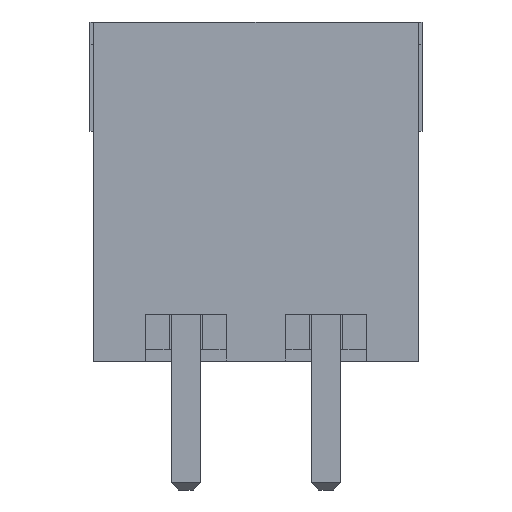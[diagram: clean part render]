
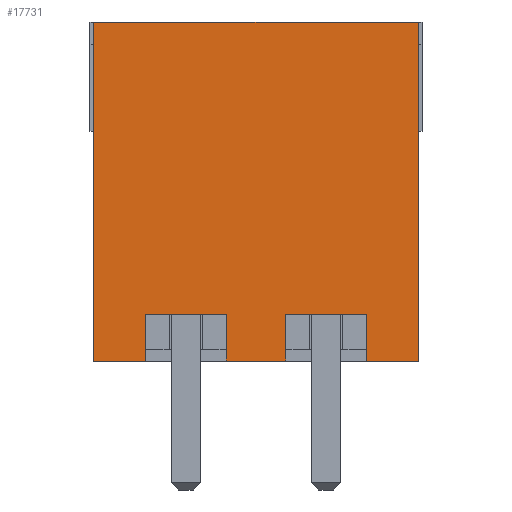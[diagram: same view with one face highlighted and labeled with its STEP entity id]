
A CAD part, front view. The second image highlights one B-rep face of the part: STEP entity #17731.
In plain terms, the highlighted planar face has unit normal (0, -1, 0).
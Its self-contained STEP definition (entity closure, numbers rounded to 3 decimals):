
#402 = CARTESIAN_POINT ( 'NONE',  ( 0.807, -2.8, 0. ) ) ;
#553 = CARTESIAN_POINT ( 'NONE',  ( -4.405, -2.8, 9.2 ) ) ;
#763 = ORIENTED_EDGE ( 'NONE', *, *, #8898, .F. ) ;
#789 = CARTESIAN_POINT ( 'NONE',  ( -3.003, -2.8, 1.264 ) ) ;
#806 = CARTESIAN_POINT ( 'NONE',  ( -4.405, -2.8, 9.2 ) ) ;
#1206 = VERTEX_POINT ( 'NONE', #2731 ) ;
#1348 = EDGE_CURVE ( 'NONE', #15707, #1914, #18482, .T. ) ;
#1380 = CARTESIAN_POINT ( 'NONE',  ( 0.807, -2.8, 0. ) ) ;
#1578 = LINE ( 'NONE', #7362, #11305 ) ;
#1695 = VECTOR ( 'NONE', #10730, 1000. ) ;
#1889 = DIRECTION ( 'NONE',  ( 0., 0., 1. ) ) ;
#1894 = CARTESIAN_POINT ( 'NONE',  ( -4.405, -2.8, 9.2 ) ) ;
#1914 = VERTEX_POINT ( 'NONE', #12467 ) ;
#1925 = VECTOR ( 'NONE', #18530, 1000. ) ;
#2049 = EDGE_CURVE ( 'NONE', #6623, #9425, #7734, .T. ) ;
#2086 = CARTESIAN_POINT ( 'NONE',  ( -0.807, -2.8, 0. ) ) ;
#2609 = DIRECTION ( 'NONE',  ( -1., 0., 0. ) ) ;
#2731 = CARTESIAN_POINT ( 'NONE',  ( 3.003, -2.8, 1.264 ) ) ;
#2913 = LINE ( 'NONE', #17629, #5140 ) ;
#3098 = EDGE_CURVE ( 'NONE', #16953, #1206, #9955, .T. ) ;
#3412 = DIRECTION ( 'NONE',  ( -1., 0., 0. ) ) ;
#3533 = CARTESIAN_POINT ( 'NONE',  ( -3.003, -2.8, 0. ) ) ;
#3596 = EDGE_CURVE ( 'NONE', #16758, #12750, #1578, .T. ) ;
#3693 = CARTESIAN_POINT ( 'NONE',  ( 4.405, -2.8, 9.2 ) ) ;
#4014 = CARTESIAN_POINT ( 'NONE',  ( -4.405, -2.8, 0. ) ) ;
#4957 = ORIENTED_EDGE ( 'NONE', *, *, #8200, .T. ) ;
#5101 = CARTESIAN_POINT ( 'NONE',  ( 0.807, -2.8, 1.264 ) ) ;
#5135 = PLANE ( 'NONE',  #11822 ) ;
#5140 = VECTOR ( 'NONE', #8675, 1000. ) ;
#6211 = EDGE_CURVE ( 'NONE', #1914, #12053, #17963, .T. ) ;
#6600 = DIRECTION ( 'NONE',  ( 0., 0., -1. ) ) ;
#6623 = VERTEX_POINT ( 'NONE', #18094 ) ;
#6770 = EDGE_CURVE ( 'NONE', #8008, #9425, #7696, .T. ) ;
#6920 = VECTOR ( 'NONE', #3412, 1000. ) ;
#6968 = CARTESIAN_POINT ( 'NONE',  ( -4.405, -2.8, 0. ) ) ;
#7362 = CARTESIAN_POINT ( 'NONE',  ( 4.405, -2.8, 9.2 ) ) ;
#7639 = ORIENTED_EDGE ( 'NONE', *, *, #3098, .F. ) ;
#7682 = DIRECTION ( 'NONE',  ( 0., 0., 1. ) ) ;
#7696 = LINE ( 'NONE', #8931, #12662 ) ;
#7734 = LINE ( 'NONE', #402, #9323 ) ;
#7993 = EDGE_CURVE ( 'NONE', #1206, #6623, #17831, .T. ) ;
#8008 = VERTEX_POINT ( 'NONE', #15353 ) ;
#8200 = EDGE_CURVE ( 'NONE', #16953, #12750, #2913, .T. ) ;
#8575 = VECTOR ( 'NONE', #1889, 1000. ) ;
#8675 = DIRECTION ( 'NONE',  ( 1., 0., 0. ) ) ;
#8791 = DIRECTION ( 'NONE',  ( 0., 0., -1. ) ) ;
#8898 = EDGE_CURVE ( 'NONE', #8008, #15707, #13512, .T. ) ;
#8931 = CARTESIAN_POINT ( 'NONE',  ( -4.405, -2.8, 0. ) ) ;
#8959 = VERTEX_POINT ( 'NONE', #553 ) ;
#9105 = ORIENTED_EDGE ( 'NONE', *, *, #18319, .F. ) ;
#9323 = VECTOR ( 'NONE', #10608, 1000. ) ;
#9425 = VERTEX_POINT ( 'NONE', #1380 ) ;
#9734 = ORIENTED_EDGE ( 'NONE', *, *, #2049, .F. ) ;
#9955 = LINE ( 'NONE', #15773, #1925 ) ;
#10012 = CARTESIAN_POINT ( 'NONE',  ( -0.807, -2.8, 1.264 ) ) ;
#10030 = CARTESIAN_POINT ( 'NONE',  ( -4.405, -2.8, 9.2 ) ) ;
#10283 = DIRECTION ( 'NONE',  ( 1., 0., 0. ) ) ;
#10363 = ORIENTED_EDGE ( 'NONE', *, *, #1348, .F. ) ;
#10534 = VECTOR ( 'NONE', #2609, 1000. ) ;
#10540 = CARTESIAN_POINT ( 'NONE',  ( 4.405, -2.8, 0. ) ) ;
#10608 = DIRECTION ( 'NONE',  ( 0., 0., -1. ) ) ;
#10686 = CARTESIAN_POINT ( 'NONE',  ( 3.003, -2.8, 0. ) ) ;
#10730 = DIRECTION ( 'NONE',  ( 0., 0., -1. ) ) ;
#11002 = VERTEX_POINT ( 'NONE', #6968 ) ;
#11305 = VECTOR ( 'NONE', #8791, 1000. ) ;
#11429 = ORIENTED_EDGE ( 'NONE', *, *, #16800, .T. ) ;
#11822 = AXIS2_PLACEMENT_3D ( 'NONE', #1894, #14928, #7682 ) ;
#12053 = VERTEX_POINT ( 'NONE', #18793 ) ;
#12467 = CARTESIAN_POINT ( 'NONE',  ( -3.003, -2.8, 1.264 ) ) ;
#12645 = ORIENTED_EDGE ( 'NONE', *, *, #6211, .F. ) ;
#12662 = VECTOR ( 'NONE', #10283, 1000. ) ;
#12750 = VERTEX_POINT ( 'NONE', #10540 ) ;
#13512 = LINE ( 'NONE', #2086, #8575 ) ;
#14081 = ORIENTED_EDGE ( 'NONE', *, *, #3596, .F. ) ;
#14290 = DIRECTION ( 'NONE',  ( 1., 0., 0. ) ) ;
#14353 = EDGE_CURVE ( 'NONE', #11002, #12053, #15588, .T. ) ;
#14928 = DIRECTION ( 'NONE',  ( 0., 1., 0. ) ) ;
#14984 = ORIENTED_EDGE ( 'NONE', *, *, #6770, .T. ) ;
#15238 = EDGE_LOOP ( 'NONE', ( #14984, #9734, #17955, #7639, #4957, #14081, #9105, #11429, #16940, #12645, #10363, #763 ) ) ;
#15352 = LINE ( 'NONE', #806, #17642 ) ;
#15353 = CARTESIAN_POINT ( 'NONE',  ( -0.807, -2.8, 0. ) ) ;
#15588 = LINE ( 'NONE', #4014, #16973 ) ;
#15639 = DIRECTION ( 'NONE',  ( 1., 0., 0. ) ) ;
#15707 = VERTEX_POINT ( 'NONE', #10012 ) ;
#15773 = CARTESIAN_POINT ( 'NONE',  ( 3.003, -2.8, 0. ) ) ;
#16635 = FACE_OUTER_BOUND ( 'NONE', #15238, .T. ) ;
#16758 = VERTEX_POINT ( 'NONE', #3693 ) ;
#16800 = EDGE_CURVE ( 'NONE', #8959, #11002, #15352, .T. ) ;
#16940 = ORIENTED_EDGE ( 'NONE', *, *, #14353, .T. ) ;
#16953 = VERTEX_POINT ( 'NONE', #10686 ) ;
#16973 = VECTOR ( 'NONE', #14290, 1000. ) ;
#17629 = CARTESIAN_POINT ( 'NONE',  ( -4.405, -2.8, 0. ) ) ;
#17642 = VECTOR ( 'NONE', #6600, 1000. ) ;
#17731 = ADVANCED_FACE ( 'NONE', ( #16635 ), #5135, .F. ) ;
#17831 = LINE ( 'NONE', #5101, #6920 ) ;
#17842 = VECTOR ( 'NONE', #15639, 1000. ) ;
#17955 = ORIENTED_EDGE ( 'NONE', *, *, #7993, .F. ) ;
#17963 = LINE ( 'NONE', #3533, #1695 ) ;
#18094 = CARTESIAN_POINT ( 'NONE',  ( 0.807, -2.8, 1.264 ) ) ;
#18319 = EDGE_CURVE ( 'NONE', #8959, #16758, #18683, .T. ) ;
#18482 = LINE ( 'NONE', #789, #10534 ) ;
#18530 = DIRECTION ( 'NONE',  ( 0., 0., 1. ) ) ;
#18683 = LINE ( 'NONE', #10030, #17842 ) ;
#18793 = CARTESIAN_POINT ( 'NONE',  ( -3.003, -2.8, 0. ) ) ;
